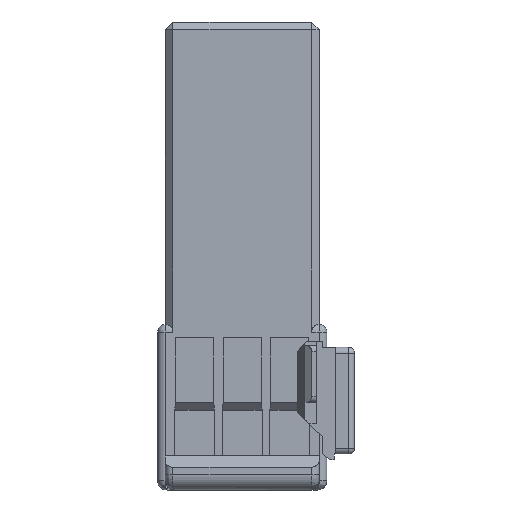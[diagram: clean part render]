
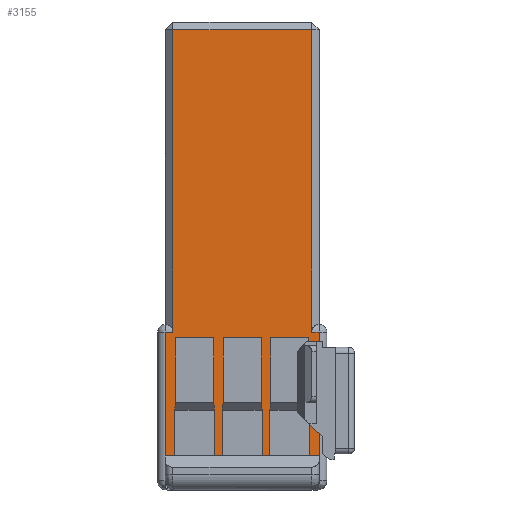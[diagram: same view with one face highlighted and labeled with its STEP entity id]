
A CAD part, front view. The second image highlights one B-rep face of the part: STEP entity #3155.
In plain terms, the highlighted planar face has unit normal (0, -1, 0).
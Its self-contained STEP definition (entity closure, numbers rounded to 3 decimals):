
#3155=ADVANCED_FACE('',(#4870),#4122,.F.);
#4122=PLANE('',#20624);
#4870=FACE_OUTER_BOUND('',#5831,.T.);
#5831=EDGE_LOOP('',(#7217,#7218,#7219,#7220,#7221,#7222,#7223,#7224,#7225,
#7226,#7227,#7228,#7229,#7230,#7231,#7232,#7233,#7234,#7235,#7236,#7237,
#7238,#7239,#7240,#7241,#7242,#7243,#7244,#7245,#7246,#7247,#7248));
#7217=ORIENTED_EDGE('',*,*,#13943,.F.);
#7218=ORIENTED_EDGE('',*,*,#13610,.F.);
#7219=ORIENTED_EDGE('',*,*,#13944,.T.);
#7220=ORIENTED_EDGE('',*,*,#13945,.T.);
#7221=ORIENTED_EDGE('',*,*,#13946,.T.);
#7222=ORIENTED_EDGE('',*,*,#13947,.T.);
#7223=ORIENTED_EDGE('',*,*,#13948,.T.);
#7224=ORIENTED_EDGE('',*,*,#13949,.T.);
#7225=ORIENTED_EDGE('',*,*,#13950,.T.);
#7226=ORIENTED_EDGE('',*,*,#13951,.T.);
#7227=ORIENTED_EDGE('',*,*,#13952,.T.);
#7228=ORIENTED_EDGE('',*,*,#13953,.T.);
#7229=ORIENTED_EDGE('',*,*,#13954,.T.);
#7230=ORIENTED_EDGE('',*,*,#13955,.F.);
#7231=ORIENTED_EDGE('',*,*,#13956,.F.);
#7232=ORIENTED_EDGE('',*,*,#13619,.F.);
#7233=ORIENTED_EDGE('',*,*,#13957,.F.);
#7234=ORIENTED_EDGE('',*,*,#13623,.F.);
#7235=ORIENTED_EDGE('',*,*,#13958,.T.);
#7236=ORIENTED_EDGE('',*,*,#13959,.T.);
#7237=ORIENTED_EDGE('',*,*,#13960,.T.);
#7238=ORIENTED_EDGE('',*,*,#13961,.F.);
#7239=ORIENTED_EDGE('',*,*,#13962,.F.);
#7240=ORIENTED_EDGE('',*,*,#13625,.F.);
#7241=ORIENTED_EDGE('',*,*,#13963,.F.);
#7242=ORIENTED_EDGE('',*,*,#13629,.F.);
#7243=ORIENTED_EDGE('',*,*,#13964,.T.);
#7244=ORIENTED_EDGE('',*,*,#13965,.T.);
#7245=ORIENTED_EDGE('',*,*,#13966,.T.);
#7246=ORIENTED_EDGE('',*,*,#13967,.F.);
#7247=ORIENTED_EDGE('',*,*,#13968,.F.);
#7248=ORIENTED_EDGE('',*,*,#13631,.F.);
#11950=VERTEX_POINT('',#26176);
#11952=VERTEX_POINT('',#26180);
#11959=VERTEX_POINT('',#26199);
#11960=VERTEX_POINT('',#26201);
#11961=VERTEX_POINT('',#26205);
#11962=VERTEX_POINT('',#26207);
#11963=VERTEX_POINT('',#26211);
#11964=VERTEX_POINT('',#26213);
#11965=VERTEX_POINT('',#26217);
#11966=VERTEX_POINT('',#26219);
#11967=VERTEX_POINT('',#26223);
#11968=VERTEX_POINT('',#26225);
#12164=VERTEX_POINT('',#26841);
#12170=VERTEX_POINT('',#26854);
#12225=VERTEX_POINT('',#26981);
#12226=VERTEX_POINT('',#26983);
#12227=VERTEX_POINT('',#26986);
#12228=VERTEX_POINT('',#26988);
#12229=VERTEX_POINT('',#26990);
#12230=VERTEX_POINT('',#26992);
#12231=VERTEX_POINT('',#26994);
#12232=VERTEX_POINT('',#26996);
#12233=VERTEX_POINT('',#26999);
#12234=VERTEX_POINT('',#27001);
#12235=VERTEX_POINT('',#27005);
#12236=VERTEX_POINT('',#27007);
#12237=VERTEX_POINT('',#27009);
#12238=VERTEX_POINT('',#27011);
#12239=VERTEX_POINT('',#27015);
#12240=VERTEX_POINT('',#27017);
#12241=VERTEX_POINT('',#27019);
#12242=VERTEX_POINT('',#27021);
#13610=EDGE_CURVE('',#11952,#11950,#16179,.T.);
#13619=EDGE_CURVE('',#11959,#11960,#16188,.T.);
#13623=EDGE_CURVE('',#11962,#11961,#16192,.T.);
#13625=EDGE_CURVE('',#11963,#11964,#16194,.T.);
#13629=EDGE_CURVE('',#11966,#11965,#16198,.T.);
#13631=EDGE_CURVE('',#11967,#11968,#16200,.T.);
#13943=EDGE_CURVE('',#11950,#11967,#16472,.T.);
#13944=EDGE_CURVE('',#11952,#12225,#16473,.T.);
#13945=EDGE_CURVE('',#12225,#12226,#16474,.T.);
#13946=EDGE_CURVE('',#12226,#12170,#16475,.T.);
#13947=EDGE_CURVE('',#12170,#12227,#16476,.T.);
#13948=EDGE_CURVE('',#12227,#12228,#16477,.T.);
#13949=EDGE_CURVE('',#12228,#12229,#16478,.T.);
#13950=EDGE_CURVE('',#12229,#12230,#16479,.T.);
#13951=EDGE_CURVE('',#12230,#12231,#16480,.T.);
#13952=EDGE_CURVE('',#12231,#12232,#16481,.T.);
#13953=EDGE_CURVE('',#12232,#12164,#16482,.T.);
#13954=EDGE_CURVE('',#12164,#12233,#16483,.T.);
#13955=EDGE_CURVE('',#12234,#12233,#16484,.T.);
#13956=EDGE_CURVE('',#11960,#12234,#16485,.T.);
#13957=EDGE_CURVE('',#11961,#11959,#16486,.T.);
#13958=EDGE_CURVE('',#11962,#12235,#16487,.T.);
#13959=EDGE_CURVE('',#12235,#12236,#16488,.T.);
#13960=EDGE_CURVE('',#12236,#12237,#16489,.T.);
#13961=EDGE_CURVE('',#12238,#12237,#16490,.T.);
#13962=EDGE_CURVE('',#11964,#12238,#16491,.T.);
#13963=EDGE_CURVE('',#11965,#11963,#16492,.T.);
#13964=EDGE_CURVE('',#11966,#12239,#16493,.T.);
#13965=EDGE_CURVE('',#12239,#12240,#16494,.T.);
#13966=EDGE_CURVE('',#12240,#12241,#16495,.T.);
#13967=EDGE_CURVE('',#12242,#12241,#16496,.T.);
#13968=EDGE_CURVE('',#11968,#12242,#16497,.T.);
#16179=LINE('',#26181,#18341);
#16188=LINE('',#26200,#18350);
#16192=LINE('',#26208,#18354);
#16194=LINE('',#26212,#18356);
#16198=LINE('',#26220,#18360);
#16200=LINE('',#26224,#18362);
#16472=LINE('',#26979,#18634);
#16473=LINE('',#26980,#18635);
#16474=LINE('',#26982,#18636);
#16475=LINE('',#26984,#18637);
#16476=LINE('',#26985,#18638);
#16477=LINE('',#26987,#18639);
#16478=LINE('',#26989,#18640);
#16479=LINE('',#26991,#18641);
#16480=LINE('',#26993,#18642);
#16481=LINE('',#26995,#18643);
#16482=LINE('',#26997,#18644);
#16483=LINE('',#26998,#18645);
#16484=LINE('',#27000,#18646);
#16485=LINE('',#27002,#18647);
#16486=LINE('',#27003,#18648);
#16487=LINE('',#27004,#18649);
#16488=LINE('',#27006,#18650);
#16489=LINE('',#27008,#18651);
#16490=LINE('',#27010,#18652);
#16491=LINE('',#27012,#18653);
#16492=LINE('',#27013,#18654);
#16493=LINE('',#27014,#18655);
#16494=LINE('',#27016,#18656);
#16495=LINE('',#27018,#18657);
#16496=LINE('',#27020,#18658);
#16497=LINE('',#27022,#18659);
#18341=VECTOR('',#21696,1.);
#18350=VECTOR('',#21711,1.);
#18354=VECTOR('',#21717,1.);
#18356=VECTOR('',#21721,1.);
#18360=VECTOR('',#21727,1.);
#18362=VECTOR('',#21731,1.);
#18634=VECTOR('',#22143,1.);
#18635=VECTOR('',#22144,1.);
#18636=VECTOR('',#22145,1.);
#18637=VECTOR('',#22146,1.);
#18638=VECTOR('',#22147,1.);
#18639=VECTOR('',#22148,1.);
#18640=VECTOR('',#22149,1.);
#18641=VECTOR('',#22150,1.);
#18642=VECTOR('',#22151,1.);
#18643=VECTOR('',#22152,1.);
#18644=VECTOR('',#22153,1.);
#18645=VECTOR('',#22154,1.);
#18646=VECTOR('',#22155,1.);
#18647=VECTOR('',#22156,1.);
#18648=VECTOR('',#22157,1.);
#18649=VECTOR('',#22158,1.);
#18650=VECTOR('',#22159,1.);
#18651=VECTOR('',#22160,1.);
#18652=VECTOR('',#22161,1.);
#18653=VECTOR('',#22162,1.);
#18654=VECTOR('',#22163,1.);
#18655=VECTOR('',#22164,1.);
#18656=VECTOR('',#22165,1.);
#18657=VECTOR('',#22166,1.);
#18658=VECTOR('',#22167,1.);
#18659=VECTOR('',#22168,1.);
#20624=AXIS2_PLACEMENT_3D('',#27023,#22169,#22170);
#21696=DIRECTION('',(0.,0.,1.));
#21711=DIRECTION('',(0.,0.,-1.));
#21717=DIRECTION('',(0.,0.,1.));
#21721=DIRECTION('',(0.,0.,-1.));
#21727=DIRECTION('',(0.,0.,1.));
#21731=DIRECTION('',(0.,0.,-1.));
#22143=DIRECTION('',(-1.,0.,0.));
#22144=DIRECTION('',(0.124,0.,-0.992));
#22145=DIRECTION('',(0.,0.,-1.));
#22146=DIRECTION('',(1.,0.,0.));
#22147=DIRECTION('',(0.,0.,1.));
#22148=DIRECTION('',(-1.,0.,0.));
#22149=DIRECTION('',(0.,0.,1.));
#22150=DIRECTION('',(-1.,0.,0.));
#22151=DIRECTION('',(0.,0.,-1.));
#22152=DIRECTION('',(-1.,0.,0.));
#22153=DIRECTION('',(0.,0.,-1.));
#22154=DIRECTION('',(1.,0.,0.));
#22155=DIRECTION('',(0.,0.,-1.));
#22156=DIRECTION('',(-0.124,0.,-0.992));
#22157=DIRECTION('',(-1.,0.,0.));
#22158=DIRECTION('',(0.124,0.,-0.992));
#22159=DIRECTION('',(0.,0.,-1.));
#22160=DIRECTION('',(1.,0.,0.));
#22161=DIRECTION('',(0.,0.,-1.));
#22162=DIRECTION('',(-0.124,0.,-0.992));
#22163=DIRECTION('',(-1.,0.,0.));
#22164=DIRECTION('',(0.124,0.,-0.992));
#22165=DIRECTION('',(0.,0.,-1.));
#22166=DIRECTION('',(1.,0.,0.));
#22167=DIRECTION('',(0.,0.,-1.));
#22168=DIRECTION('',(-0.124,0.,-0.992));
#22169=DIRECTION('',(0.,1.,0.));
#22170=DIRECTION('',(-1.,0.,0.));
#26176=CARTESIAN_POINT('',(3.5,-3.25,-16.6));
#26180=CARTESIAN_POINT('',(3.5,-3.25,-20.));
#26181=CARTESIAN_POINT('',(3.5,-3.25,-24.6));
#26199=CARTESIAN_POINT('',(-3.5,-3.25,-16.6));
#26200=CARTESIAN_POINT('',(-3.5,-3.25,-24.6));
#26201=CARTESIAN_POINT('',(-3.5,-3.25,-20.));
#26205=CARTESIAN_POINT('',(-1.5,-3.25,-16.6));
#26207=CARTESIAN_POINT('',(-1.5,-3.25,-20.));
#26208=CARTESIAN_POINT('',(-1.5,-3.25,-24.6));
#26211=CARTESIAN_POINT('',(-1.,-3.25,-16.6));
#26212=CARTESIAN_POINT('',(-1.,-3.25,-24.6));
#26213=CARTESIAN_POINT('',(-1.,-3.25,-20.));
#26217=CARTESIAN_POINT('',(1.,-3.25,-16.6));
#26219=CARTESIAN_POINT('',(1.,-3.25,-20.));
#26220=CARTESIAN_POINT('',(1.,-3.25,-24.6));
#26223=CARTESIAN_POINT('',(1.5,-3.25,-16.6));
#26224=CARTESIAN_POINT('',(1.5,-3.25,-24.6));
#26225=CARTESIAN_POINT('',(1.5,-3.25,-20.));
#26841=CARTESIAN_POINT('',(-4.05,-3.25,-22.8));
#26854=CARTESIAN_POINT('',(4.05,-3.25,-22.8));
#26979=CARTESIAN_POINT('',(6.55,-3.25,-16.6));
#26980=CARTESIAN_POINT('',(4.113,-3.25,-24.905));
#26981=CARTESIAN_POINT('',(3.55,-3.25,-20.4));
#26982=CARTESIAN_POINT('',(3.55,-3.25,217.829));
#26983=CARTESIAN_POINT('',(3.55,-3.25,-22.8));
#26984=CARTESIAN_POINT('',(-76.14,-3.25,-22.8));
#26985=CARTESIAN_POINT('',(4.05,-3.25,-24.6));
#26986=CARTESIAN_POINT('',(4.05,-3.25,-16.3));
#26987=CARTESIAN_POINT('',(3.65,-3.25,-16.3));
#26988=CARTESIAN_POINT('',(3.65,-3.25,-16.3));
#26989=CARTESIAN_POINT('',(3.65,-3.25,-24.6));
#26990=CARTESIAN_POINT('',(3.65,-3.25,-0.4));
#26991=CARTESIAN_POINT('',(4.05,-3.25,-0.4));
#26992=CARTESIAN_POINT('',(-3.65,-3.25,-0.4));
#26993=CARTESIAN_POINT('',(-3.65,-3.25,-24.6));
#26994=CARTESIAN_POINT('',(-3.65,-3.25,-16.3));
#26995=CARTESIAN_POINT('',(-4.05,-3.25,-16.3));
#26996=CARTESIAN_POINT('',(-4.05,-3.25,-16.3));
#26997=CARTESIAN_POINT('',(-4.05,-3.25,-24.6));
#26998=CARTESIAN_POINT('',(-76.14,-3.25,-22.8));
#26999=CARTESIAN_POINT('',(-3.55,-3.25,-22.8));
#27000=CARTESIAN_POINT('',(-3.55,-3.25,217.829));
#27001=CARTESIAN_POINT('',(-3.55,-3.25,-20.4));
#27002=CARTESIAN_POINT('',(-3.988,-3.25,-23.908));
#27003=CARTESIAN_POINT('',(1.55,-3.25,-16.6));
#27004=CARTESIAN_POINT('',(-0.887,-3.25,-24.905));
#27005=CARTESIAN_POINT('',(-1.45,-3.25,-20.4));
#27006=CARTESIAN_POINT('',(-1.45,-3.25,217.829));
#27007=CARTESIAN_POINT('',(-1.45,-3.25,-22.8));
#27008=CARTESIAN_POINT('',(-76.14,-3.25,-22.8));
#27009=CARTESIAN_POINT('',(-1.05,-3.25,-22.8));
#27010=CARTESIAN_POINT('',(-1.05,-3.25,217.829));
#27011=CARTESIAN_POINT('',(-1.05,-3.25,-20.4));
#27012=CARTESIAN_POINT('',(-1.488,-3.25,-23.908));
#27013=CARTESIAN_POINT('',(4.05,-3.25,-16.6));
#27014=CARTESIAN_POINT('',(1.613,-3.25,-24.905));
#27015=CARTESIAN_POINT('',(1.05,-3.25,-20.4));
#27016=CARTESIAN_POINT('',(1.05,-3.25,217.829));
#27017=CARTESIAN_POINT('',(1.05,-3.25,-22.8));
#27018=CARTESIAN_POINT('',(-76.14,-3.25,-22.8));
#27019=CARTESIAN_POINT('',(1.45,-3.25,-22.8));
#27020=CARTESIAN_POINT('',(1.45,-3.25,217.829));
#27021=CARTESIAN_POINT('',(1.45,-3.25,-20.4));
#27022=CARTESIAN_POINT('',(1.012,-3.25,-23.908));
#27023=CARTESIAN_POINT('',(4.05,-3.25,-24.6));
